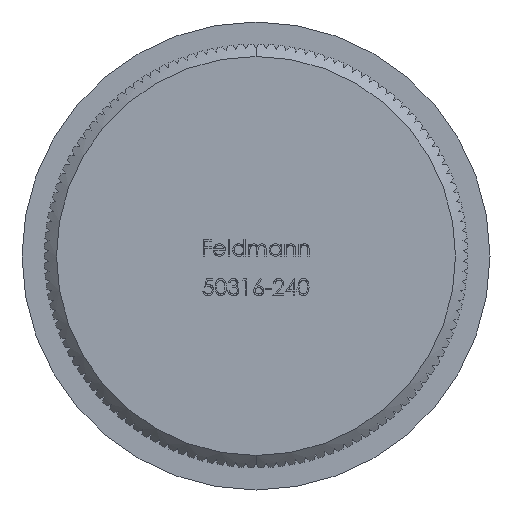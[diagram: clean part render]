
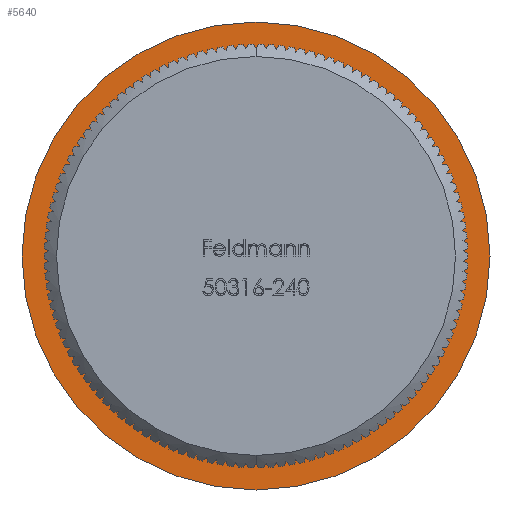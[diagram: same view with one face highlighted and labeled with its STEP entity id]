
A CAD part, front view. The second image highlights one B-rep face of the part: STEP entity #5640.
In plain terms, the highlighted planar face has unit normal (0, -1, 0).
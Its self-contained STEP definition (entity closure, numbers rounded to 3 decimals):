
#42 = CARTESIAN_POINT ( 'NONE',  ( 0., 8., -19. ) ) ;
#73 = DIRECTION ( 'NONE',  ( 0., 0., -1. ) ) ;
#589 = ORIENTED_EDGE ( 'NONE', *, *, #24729, .T. ) ;
#1104 = EDGE_CURVE ( 'NONE', #6903, #10412, #26333, .T. ) ;
#1624 = DIRECTION ( 'NONE',  ( 0., -1., 0. ) ) ;
#2163 = ORIENTED_EDGE ( 'NONE', *, *, #1104, .F. ) ;
#2253 = DIRECTION ( 'NONE',  ( 0., 0., -1. ) ) ;
#3659 = EDGE_LOOP ( 'NONE', ( #2163, #19066 ) ) ;
#4086 = FACE_BOUND ( 'NONE', #3659, .T. ) ;
#4552 = CARTESIAN_POINT ( 'NONE',  ( 0., 8., 16.5 ) ) ;
#4962 = VERTEX_POINT ( 'NONE', #11870 ) ;
#5640 = ADVANCED_FACE ( 'NONE', ( #14013, #4086 ), #14566, .T. ) ;
#6672 = AXIS2_PLACEMENT_3D ( 'NONE', #12650, #16928, #18959 ) ;
#6903 = VERTEX_POINT ( 'NONE', #8046 ) ;
#7148 = ORIENTED_EDGE ( 'NONE', *, *, #7547, .T. ) ;
#7547 = EDGE_CURVE ( 'NONE', #4962, #22391, #10107, .T. ) ;
#7580 = AXIS2_PLACEMENT_3D ( 'NONE', #24445, #12165, #73 ) ;
#8046 = CARTESIAN_POINT ( 'NONE',  ( 0., 8., -16.5 ) ) ;
#9515 = AXIS2_PLACEMENT_3D ( 'NONE', #14380, #24213, #14285 ) ;
#10107 = CIRCLE ( 'NONE', #10988, 19. ) ;
#10412 = VERTEX_POINT ( 'NONE', #4552 ) ;
#10988 = AXIS2_PLACEMENT_3D ( 'NONE', #16001, #1624, #24278 ) ;
#11870 = CARTESIAN_POINT ( 'NONE',  ( 0., 8., 19. ) ) ;
#12165 = DIRECTION ( 'NONE',  ( 0., -1., 0. ) ) ;
#12650 = CARTESIAN_POINT ( 'NONE',  ( 16.5, 8., 0. ) ) ;
#14013 = FACE_OUTER_BOUND ( 'NONE', #25454, .T. ) ;
#14285 = DIRECTION ( 'NONE',  ( 0., 0., -1. ) ) ;
#14380 = CARTESIAN_POINT ( 'NONE',  ( 0., 8., 0. ) ) ;
#14566 = PLANE ( 'NONE',  #6672 ) ;
#16001 = CARTESIAN_POINT ( 'NONE',  ( 0., 8., 0. ) ) ;
#16397 = CIRCLE ( 'NONE', #21790, 16.5 ) ;
#16928 = DIRECTION ( 'NONE',  ( 0., -1., 0. ) ) ;
#18418 = CARTESIAN_POINT ( 'NONE',  ( 0., 8., 0. ) ) ;
#18959 = DIRECTION ( 'NONE',  ( 0., 0., -1. ) ) ;
#19066 = ORIENTED_EDGE ( 'NONE', *, *, #21529, .F. ) ;
#21529 = EDGE_CURVE ( 'NONE', #10412, #6903, #16397, .T. ) ;
#21790 = AXIS2_PLACEMENT_3D ( 'NONE', #18418, #22851, #2253 ) ;
#22391 = VERTEX_POINT ( 'NONE', #42 ) ;
#22851 = DIRECTION ( 'NONE',  ( 0., -1., 0. ) ) ;
#24213 = DIRECTION ( 'NONE',  ( 0., -1., 0. ) ) ;
#24278 = DIRECTION ( 'NONE',  ( 0., 0., -1. ) ) ;
#24445 = CARTESIAN_POINT ( 'NONE',  ( 0., 8., 0. ) ) ;
#24591 = CIRCLE ( 'NONE', #7580, 19. ) ;
#24729 = EDGE_CURVE ( 'NONE', #22391, #4962, #24591, .T. ) ;
#25454 = EDGE_LOOP ( 'NONE', ( #589, #7148 ) ) ;
#26333 = CIRCLE ( 'NONE', #9515, 16.5 ) ;
